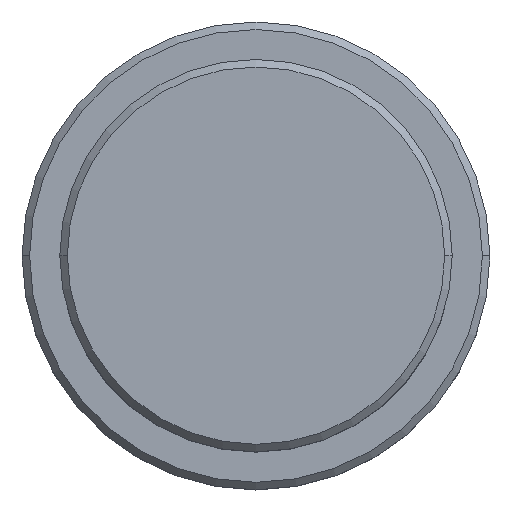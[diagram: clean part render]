
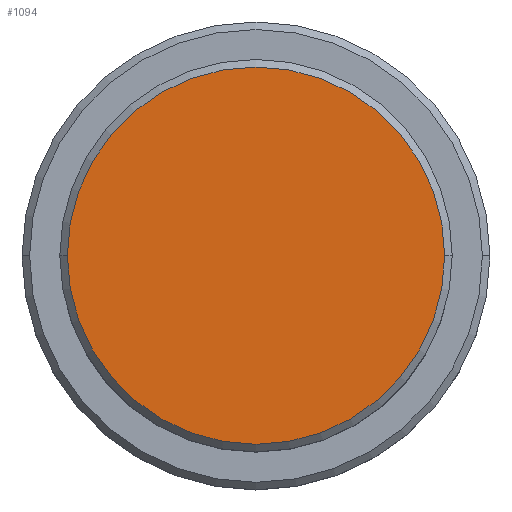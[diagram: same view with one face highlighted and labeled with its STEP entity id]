
A CAD part, top view. The second image highlights one B-rep face of the part: STEP entity #1094.
In plain terms, the highlighted planar face has unit normal (0, 0, 1).
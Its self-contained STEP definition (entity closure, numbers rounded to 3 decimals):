
#191 = ORIENTED_EDGE ( 'NONE', *, *, #439, .T. ) ;
#192 = CARTESIAN_POINT ( 'NONE',  ( 12.5, 0., 0. ) ) ;
#397 = EDGE_CURVE ( 'NONE', #838, #590, #640, .T. ) ;
#439 = EDGE_CURVE ( 'NONE', #590, #838, #453, .T. ) ;
#453 = CIRCLE ( 'NONE', #1229, 12.5 ) ;
#504 = EDGE_LOOP ( 'NONE', ( #191, #869 ) ) ;
#505 = DIRECTION ( 'NONE',  ( 1., 0., 0. ) ) ;
#590 = VERTEX_POINT ( 'NONE', #953 ) ;
#640 = CIRCLE ( 'NONE', #819, 12.5 ) ;
#672 = DIRECTION ( 'NONE',  ( 0., 0., 1. ) ) ;
#767 = DIRECTION ( 'NONE',  ( 1., 0., 0. ) ) ;
#786 = DIRECTION ( 'NONE',  ( 1., 0., 0. ) ) ;
#819 = AXIS2_PLACEMENT_3D ( 'NONE', #1297, #672, #767 ) ;
#838 = VERTEX_POINT ( 'NONE', #192 ) ;
#849 = AXIS2_PLACEMENT_3D ( 'NONE', #919, #1044, #505 ) ;
#869 = ORIENTED_EDGE ( 'NONE', *, *, #397, .T. ) ;
#919 = CARTESIAN_POINT ( 'NONE',  ( 0., 0., 0. ) ) ;
#953 = CARTESIAN_POINT ( 'NONE',  ( -12.5, 0., 0. ) ) ;
#1044 = DIRECTION ( 'NONE',  ( 0., 0., 1. ) ) ;
#1094 = ADVANCED_FACE ( 'NONE', ( #1263 ), #1281, .T. ) ;
#1122 = CARTESIAN_POINT ( 'NONE',  ( 0., 0., 0. ) ) ;
#1229 = AXIS2_PLACEMENT_3D ( 'NONE', #1122, #1334, #786 ) ;
#1263 = FACE_OUTER_BOUND ( 'NONE', #504, .T. ) ;
#1281 = PLANE ( 'NONE',  #849 ) ;
#1297 = CARTESIAN_POINT ( 'NONE',  ( 0., 0., 0. ) ) ;
#1334 = DIRECTION ( 'NONE',  ( 0., 0., 1. ) ) ;
